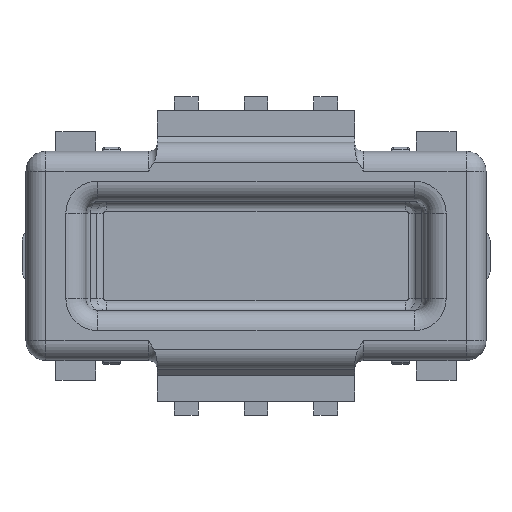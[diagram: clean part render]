
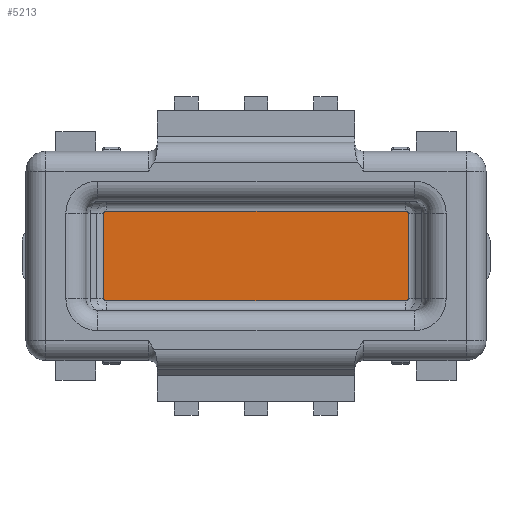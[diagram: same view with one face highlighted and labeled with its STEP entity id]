
A CAD part, top view. The second image highlights one B-rep face of the part: STEP entity #5213.
In plain terms, the highlighted planar face has unit normal (0, 0, 1).
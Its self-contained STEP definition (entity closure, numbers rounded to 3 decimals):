
#1119=DIRECTION('',(-1.,0.,0.));
#1120=VECTOR('',#1119,1.5);
#1121=CARTESIAN_POINT('',(3.725,0.225,0.105));
#1122=LINE('',#1121,#1120);
#1123=CARTESIAN_POINT('',(2.225,-0.225,0.105));
#1124=CARTESIAN_POINT('',(2.224,-0.225,0.105));
#1125=CARTESIAN_POINT('',(2.223,-0.225,0.105));
#1126=CARTESIAN_POINT('',(2.221,-0.225,0.105));
#1127=CARTESIAN_POINT('',(2.219,-0.224,0.105));
#1128=CARTESIAN_POINT('',(2.218,-0.224,0.105));
#1129=CARTESIAN_POINT('',(2.216,-0.223,0.105));
#1130=CARTESIAN_POINT('',(2.215,-0.222,0.105));
#1131=CARTESIAN_POINT('',(2.214,-0.221,0.105));
#1132=CARTESIAN_POINT('',(2.213,-0.22,0.105));
#1133=CARTESIAN_POINT('',(2.212,-0.219,
0.105));
#1134=CARTESIAN_POINT('',(2.211,-0.218,
0.105));
#1135=CARTESIAN_POINT('',(2.211,-0.216,
0.105));
#1136=CARTESIAN_POINT('',(2.211,-0.215,
0.105));
#1137=CARTESIAN_POINT('',(2.211,-0.215,0.105));
#1138=CARTESIAN_POINT('',(2.211,-0.215,0.105));
#1140=CARTESIAN_POINT('',(2.211,0.215,0.105));
#1141=CARTESIAN_POINT('',(2.211,0.215,0.105));
#1142=CARTESIAN_POINT('',(2.211,0.216,
0.105));
#1143=CARTESIAN_POINT('',(2.211,0.218,0.105));
#1144=CARTESIAN_POINT('',(2.212,0.219,
0.105));
#1145=CARTESIAN_POINT('',(2.213,0.22,
0.105));
#1146=CARTESIAN_POINT('',(2.214,0.221,
0.105));
#1147=CARTESIAN_POINT('',(2.215,0.222,
0.105));
#1148=CARTESIAN_POINT('',(2.216,0.223,
0.105));
#1149=CARTESIAN_POINT('',(2.218,0.224,
0.105));
#1150=CARTESIAN_POINT('',(2.219,0.224,
0.105));
#1151=CARTESIAN_POINT('',(2.221,0.225,0.105));
#1152=CARTESIAN_POINT('',(2.223,0.225,
0.105));
#1153=CARTESIAN_POINT('',(2.224,0.225,0.105));
#1154=CARTESIAN_POINT('',(2.225,0.225,0.105));
#1156=CARTESIAN_POINT('',(3.725,0.225,0.105));
#1157=CARTESIAN_POINT('',(3.726,0.225,0.105));
#1158=CARTESIAN_POINT('',(3.727,0.225,0.105));
#1159=CARTESIAN_POINT('',(3.729,0.225,0.105));
#1160=CARTESIAN_POINT('',(3.731,0.224,0.105));
#1161=CARTESIAN_POINT('',(3.732,0.224,0.105));
#1162=CARTESIAN_POINT('',(3.734,0.223,0.105));
#1163=CARTESIAN_POINT('',(3.735,0.222,0.105));
#1164=CARTESIAN_POINT('',(3.736,0.221,0.105));
#1165=CARTESIAN_POINT('',(3.737,0.22,0.105));
#1166=CARTESIAN_POINT('',(3.738,0.219,
0.105));
#1167=CARTESIAN_POINT('',(3.739,0.218,
0.105));
#1168=CARTESIAN_POINT('',(3.739,0.216,
0.105));
#1169=CARTESIAN_POINT('',(3.739,0.215,
0.105));
#1170=CARTESIAN_POINT('',(3.739,0.215,0.105));
#1171=CARTESIAN_POINT('',(3.739,0.215,0.105));
#1173=CARTESIAN_POINT('',(3.739,-0.215,0.105));
#1174=CARTESIAN_POINT('',(3.739,-0.215,0.105));
#1175=CARTESIAN_POINT('',(3.739,-0.216,
0.105));
#1176=CARTESIAN_POINT('',(3.739,-0.218,
0.105));
#1177=CARTESIAN_POINT('',(3.738,-0.219,
0.105));
#1178=CARTESIAN_POINT('',(3.737,-0.22,
0.105));
#1179=CARTESIAN_POINT('',(3.736,-0.221,
0.105));
#1180=CARTESIAN_POINT('',(3.735,-0.222,
0.105));
#1181=CARTESIAN_POINT('',(3.734,-0.223,
0.105));
#1182=CARTESIAN_POINT('',(3.732,-0.224,
0.105));
#1183=CARTESIAN_POINT('',(3.731,-0.224,
0.105));
#1184=CARTESIAN_POINT('',(3.729,-0.225,
0.105));
#1185=CARTESIAN_POINT('',(3.727,-0.225,
0.105));
#1186=CARTESIAN_POINT('',(3.726,-0.225,0.105));
#1187=CARTESIAN_POINT('',(3.725,-0.225,0.105));
#1193=DIRECTION('',(1.,0.,0.));
#1194=VECTOR('',#1193,1.5);
#1195=CARTESIAN_POINT('',(2.225,-0.225,0.105));
#1196=LINE('',#1195,#1194);
#1308=DIRECTION('',(0.,-1.,0.));
#1309=VECTOR('',#1308,0.43);
#1310=CARTESIAN_POINT('',(2.211,0.215,0.105));
#1311=LINE('',#1310,#1309);
#1425=DIRECTION('',(0.,1.,0.));
#1426=VECTOR('',#1425,0.43);
#1427=CARTESIAN_POINT('',(3.739,-0.215,0.105));
#1428=LINE('',#1427,#1426);
#3566=CARTESIAN_POINT('',(3.725,0.225,0.105));
#3567=CARTESIAN_POINT('',(2.225,0.225,0.105));
#3568=VERTEX_POINT('',#3566);
#3569=VERTEX_POINT('',#3567);
#3570=CARTESIAN_POINT('',(2.225,-0.225,0.105));
#3571=CARTESIAN_POINT('',(3.725,-0.225,0.105));
#3572=VERTEX_POINT('',#3570);
#3573=VERTEX_POINT('',#3571);
#3574=VERTEX_POINT('',#1138);
#3575=CARTESIAN_POINT('',(2.211,0.215,0.105));
#3576=VERTEX_POINT('',#3575);
#3577=VERTEX_POINT('',#1171);
#3578=CARTESIAN_POINT('',(3.739,-0.215,0.105));
#3579=VERTEX_POINT('',#3578);
#5191=CARTESIAN_POINT('',(0.,0.,0.105));
#5192=DIRECTION('',(0.,0.,1.));
#5193=DIRECTION('',(1.,0.,0.));
#5194=AXIS2_PLACEMENT_3D('',#5191,#5192,#5193);
#5195=PLANE('',#5194);
#5197=ORIENTED_EDGE('',*,*,#5196,.F.);
#5199=ORIENTED_EDGE('',*,*,#5198,.T.);
#5201=ORIENTED_EDGE('',*,*,#5200,.F.);
#5203=ORIENTED_EDGE('',*,*,#5202,.T.);
#5204=ORIENTED_EDGE('',*,*,#5181,.F.);
#5206=ORIENTED_EDGE('',*,*,#5205,.T.);
#5208=ORIENTED_EDGE('',*,*,#5207,.F.);
#5210=ORIENTED_EDGE('',*,*,#5209,.T.);
#5211=EDGE_LOOP('',(#5197,#5199,#5201,#5203,#5204,#5206,#5208,#5210));
#5212=FACE_OUTER_BOUND('',#5211,.F.);
#5213=ADVANCED_FACE('',(#5212),#5195,.T.);
#1139=B_SPLINE_CURVE_WITH_KNOTS('',3,(#1123,#1124,#1125,#1126,#1127,#1128,#1129,
#1130,#1131,#1132,#1133,#1134,#1135,#1136,#1137,#1138),.UNSPECIFIED.,.F.,.F.,(4,
1,1,1,1,1,1,1,1,1,1,1,1,4),(0.,0.091,0.18,
0.266,0.349,0.432,0.514,
0.596,0.677,0.758,0.838,
0.918,1.,1.),.UNSPECIFIED.);
#1155=B_SPLINE_CURVE_WITH_KNOTS('',3,(#1140,#1141,#1142,#1143,#1144,#1145,#1146,
#1147,#1148,#1149,#1150,#1151,#1152,#1153,#1154),.UNSPECIFIED.,.F.,.F.,(4,1,1,1,
1,1,1,1,1,1,1,1,4),(0.,0.088,0.173,0.256,
0.336,0.417,0.498,0.58,
0.662,0.746,0.829,0.913,1.),
.UNSPECIFIED.);
#1172=B_SPLINE_CURVE_WITH_KNOTS('',3,(#1156,#1157,#1158,#1159,#1160,#1161,#1162,
#1163,#1164,#1165,#1166,#1167,#1168,#1169,#1170,#1171),.UNSPECIFIED.,.F.,.F.,(4,
1,1,1,1,1,1,1,1,1,1,1,1,4),(0.,0.091,0.18,
0.266,0.349,0.432,0.514,
0.596,0.677,0.758,0.838,
0.918,1.,1.),.UNSPECIFIED.);
#1188=B_SPLINE_CURVE_WITH_KNOTS('',3,(#1173,#1174,#1175,#1176,#1177,#1178,#1179,
#1180,#1181,#1182,#1183,#1184,#1185,#1186,#1187),.UNSPECIFIED.,.F.,.F.,(4,1,1,1,
1,1,1,1,1,1,1,1,4),(0.,0.088,0.173,0.256,
0.336,0.417,0.498,0.58,
0.662,0.746,0.829,0.913,1.),
.UNSPECIFIED.);
#5181=EDGE_CURVE('',#3568,#3569,#1122,.T.);
#5196=EDGE_CURVE('',#3572,#3573,#1196,.T.);
#5198=EDGE_CURVE('',#3572,#3574,#1139,.T.);
#5200=EDGE_CURVE('',#3576,#3574,#1311,.T.);
#5202=EDGE_CURVE('',#3576,#3569,#1155,.T.);
#5205=EDGE_CURVE('',#3568,#3577,#1172,.T.);
#5207=EDGE_CURVE('',#3579,#3577,#1428,.T.);
#5209=EDGE_CURVE('',#3579,#3573,#1188,.T.);
